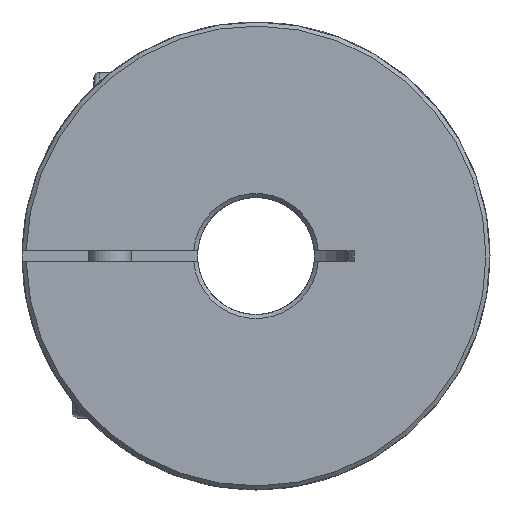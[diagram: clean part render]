
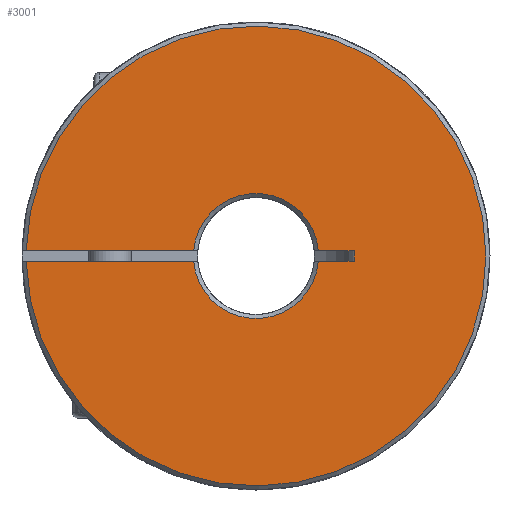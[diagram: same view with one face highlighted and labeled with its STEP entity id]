
A CAD part, left-side view. The second image highlights one B-rep face of the part: STEP entity #3001.
In plain terms, the highlighted planar face has unit normal (-1, 0, 0).
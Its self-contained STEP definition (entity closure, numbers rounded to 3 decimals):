
#398 = AXIS2_PLACEMENT_3D ( 'NONE', #778, #788, #789 ) ;
#588 = CARTESIAN_POINT ( 'NONE',  ( -17.25, 5.86, -0.5 ) ) ;
#589 = CARTESIAN_POINT ( 'NONE',  ( -17.25, -5.86, -0.5 ) ) ;
#594 = CARTESIAN_POINT ( 'NONE',  ( -17.25, -5.86, 0.5 ) ) ;
#595 = CARTESIAN_POINT ( 'NONE',  ( -17.25, -9.225, 0.5 ) ) ;
#596 = CARTESIAN_POINT ( 'NONE',  ( -17.25, -9.225, -0.5 ) ) ;
#597 = CARTESIAN_POINT ( 'NONE',  ( -17.25, 21.613, -0.5 ) ) ;
#598 = CARTESIAN_POINT ( 'NONE',  ( -17.25, 21.613, 0.5 ) ) ;
#599 = CARTESIAN_POINT ( 'NONE',  ( -17.25, 5.86, 0.5 ) ) ;
#778 = CARTESIAN_POINT ( 'NONE',  ( -17.25, 0., 0. ) ) ;
#785 = PLANE ( 'NONE',  #398 ) ;
#788 = DIRECTION ( 'NONE',  ( -1., 0., 0. ) ) ;
#789 = DIRECTION ( 'NONE',  ( 0., -1., 0. ) ) ;
#948 = FACE_OUTER_BOUND ( 'NONE', #2356, .T. ) ;
#2176 = EDGE_CURVE ( 'NONE', #2759, #2760, #3777, .T. ) ;
#2187 = EDGE_CURVE ( 'NONE', #2765, #2770, #3788, .T. ) ;
#2190 = EDGE_CURVE ( 'NONE', #2768, #2759, #3789, .T. ) ;
#2191 = EDGE_CURVE ( 'NONE', #2767, #2760, #3791, .T. ) ;
#2192 = EDGE_CURVE ( 'NONE', #2765, #2766, #3783, .T. ) ;
#2193 = EDGE_CURVE ( 'NONE', #2767, #2766, #3795, .T. ) ;
#2194 = EDGE_CURVE ( 'NONE', #2769, #2770, #3779, .T. ) ;
#2196 = EDGE_CURVE ( 'NONE', #2769, #2768, #3802, .T. ) ;
#2356 = EDGE_LOOP ( 'NONE', ( #3575, #3576, #3577, #3578, #3579, #3580, #3581, #3582 ) ) ;
#2759 = VERTEX_POINT ( 'NONE', #588 ) ;
#2760 = VERTEX_POINT ( 'NONE', #589 ) ;
#2765 = VERTEX_POINT ( 'NONE', #594 ) ;
#2766 = VERTEX_POINT ( 'NONE', #595 ) ;
#2767 = VERTEX_POINT ( 'NONE', #596 ) ;
#2768 = VERTEX_POINT ( 'NONE', #597 ) ;
#2769 = VERTEX_POINT ( 'NONE', #598 ) ;
#2770 = VERTEX_POINT ( 'NONE', #599 ) ;
#2832 = CARTESIAN_POINT ( 'NONE',  ( -17.25, 0., 0. ) ) ;
#2833 = DIRECTION ( 'NONE',  ( -1., 0., 0. ) ) ;
#2834 = DIRECTION ( 'NONE',  ( 0., -1., 0. ) ) ;
#2866 = CARTESIAN_POINT ( 'NONE',  ( -17.25, 0., 0. ) ) ;
#2867 = DIRECTION ( 'NONE',  ( -1., 0., 0. ) ) ;
#2868 = DIRECTION ( 'NONE',  ( 0., -1., 0. ) ) ;
#2869 = CARTESIAN_POINT ( 'NONE',  ( -17.25, 0., -0.5 ) ) ;
#2907 = CARTESIAN_POINT ( 'NONE',  ( -17.25, -9.225, 0.5 ) ) ;
#2908 = DIRECTION ( 'NONE',  ( 0., -1., 0. ) ) ;
#2909 = CARTESIAN_POINT ( 'NONE',  ( -17.25, -9.225, -0.5 ) ) ;
#2910 = DIRECTION ( 'NONE',  ( 0., 1., 0. ) ) ;
#2911 = CARTESIAN_POINT ( 'NONE',  ( -17.25, 0., 0.5 ) ) ;
#2912 = DIRECTION ( 'NONE',  ( 0., -1., 0. ) ) ;
#2913 = CARTESIAN_POINT ( 'NONE',  ( -17.25, -9.225, -13.531 ) ) ;
#2914 = DIRECTION ( 'NONE',  ( 0., 0., 1. ) ) ;
#2915 = DIRECTION ( 'NONE',  ( 0., -1., 0. ) ) ;
#2919 = CARTESIAN_POINT ( 'NONE',  ( -17.25, 0., 0. ) ) ;
#2921 = DIRECTION ( 'NONE',  ( 1., 0., 0. ) ) ;
#2922 = DIRECTION ( 'NONE',  ( 0., -1., 0. ) ) ;
#3001 = ADVANCED_FACE ( 'NONE', ( #948 ), #785, .T. ) ;
#3236 = AXIS2_PLACEMENT_3D ( 'NONE', #2832, #2833, #2834 ) ;
#3243 = AXIS2_PLACEMENT_3D ( 'NONE', #2866, #2867, #2868 ) ;
#3247 = AXIS2_PLACEMENT_3D ( 'NONE', #2919, #2921, #2922 ) ;
#3575 = ORIENTED_EDGE ( 'NONE', *, *, #2192, .T. ) ;
#3576 = ORIENTED_EDGE ( 'NONE', *, *, #2193, .F. ) ;
#3577 = ORIENTED_EDGE ( 'NONE', *, *, #2191, .T. ) ;
#3578 = ORIENTED_EDGE ( 'NONE', *, *, #2176, .F. ) ;
#3579 = ORIENTED_EDGE ( 'NONE', *, *, #2190, .F. ) ;
#3580 = ORIENTED_EDGE ( 'NONE', *, *, #2196, .F. ) ;
#3581 = ORIENTED_EDGE ( 'NONE', *, *, #2194, .T. ) ;
#3582 = ORIENTED_EDGE ( 'NONE', *, *, #2187, .F. ) ;
#3777 = CIRCLE ( 'NONE', #3236, 5.881 ) ;
#3779 = LINE ( 'NONE', #2911, #3797 ) ;
#3782 = VECTOR ( 'NONE', #2908, 1000. ) ;
#3783 = LINE ( 'NONE', #2907, #3793 ) ;
#3788 = CIRCLE ( 'NONE', #3243, 5.881 ) ;
#3789 = LINE ( 'NONE', #2869, #3782 ) ;
#3791 = LINE ( 'NONE', #2909, #3792 ) ;
#3792 = VECTOR ( 'NONE', #2910, 1000. ) ;
#3793 = VECTOR ( 'NONE', #2912, 1000. ) ;
#3795 = LINE ( 'NONE', #2913, #3796 ) ;
#3796 = VECTOR ( 'NONE', #2914, 1000. ) ;
#3797 = VECTOR ( 'NONE', #2915, 1000. ) ;
#3802 = CIRCLE ( 'NONE', #3247, 21.619 ) ;
